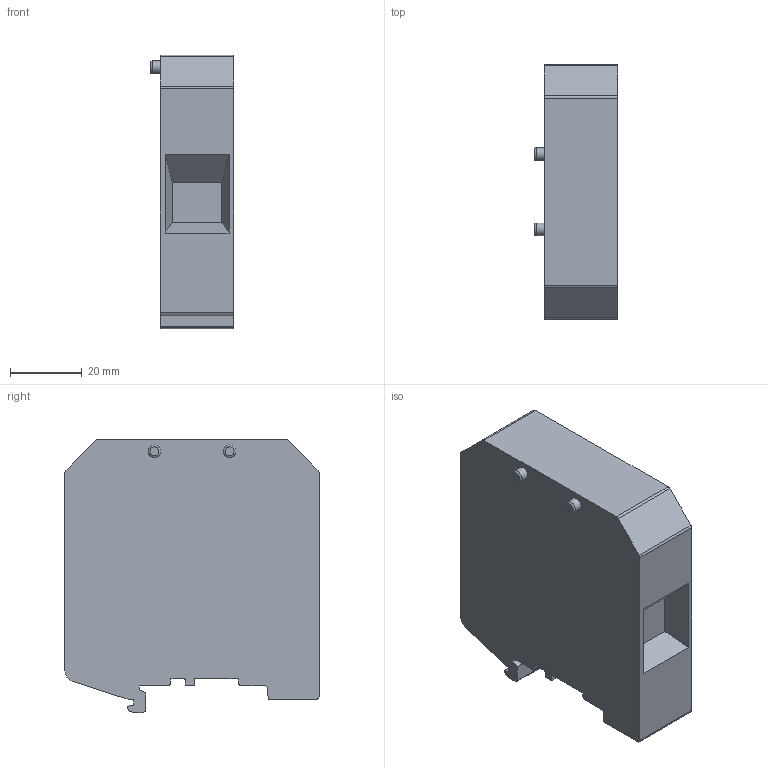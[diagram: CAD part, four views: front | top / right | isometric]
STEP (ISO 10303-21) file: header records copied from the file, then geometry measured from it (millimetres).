
FILE_DESCRIPTION(/* description */ (''),/* implementation_level */ '2;1');
FILE_NAME(/* name */ 'TU50-2-GY.stp',/* time_stamp */ '2022-04-22T16:27:03+08:00',/* author */ (''),/* organization */ (''),/* preprocessor_version */ 'ST-DEVELOPER v16.7',/* originating_system */ 'SIEMENS PLM Software NX 12.0',/* authorisation */ '');
FILE_SCHEMA (('AP203_CONFIGURATION_CONTROLLED_3D_DESIGN_OF_MECHANICAL_PARTS_AND_ASSEMBLIES_MIM_LF { 1 0 10303 403 2 1 2}'));
Length unit declared in the file: millimetre
Products named in the file (1): SP1218T1001_stp
Bounding box: 23.2 x 70.7 x 76.1 mm (x, y, z)
Volume: 94881.8 mm3; surface area: 16387.9 mm2
Topology: 1 solids, 1 shells, 68 faces, 181 edges, 120 vertices
Faces by surface type: plane 44, cylinder 18, bspline 4, torus 2
Full cylindrical faces by diameter (mm): 3.5 x2
Entity records: 2226 total; most frequent: CARTESIAN_POINT 459, ORIENTED_EDGE 350, DIRECTION 331, EDGE_CURVE 175, LINE 125, VECTOR 125, VERTEX_POINT 118, AXIS2_PLACEMENT_3D 103
